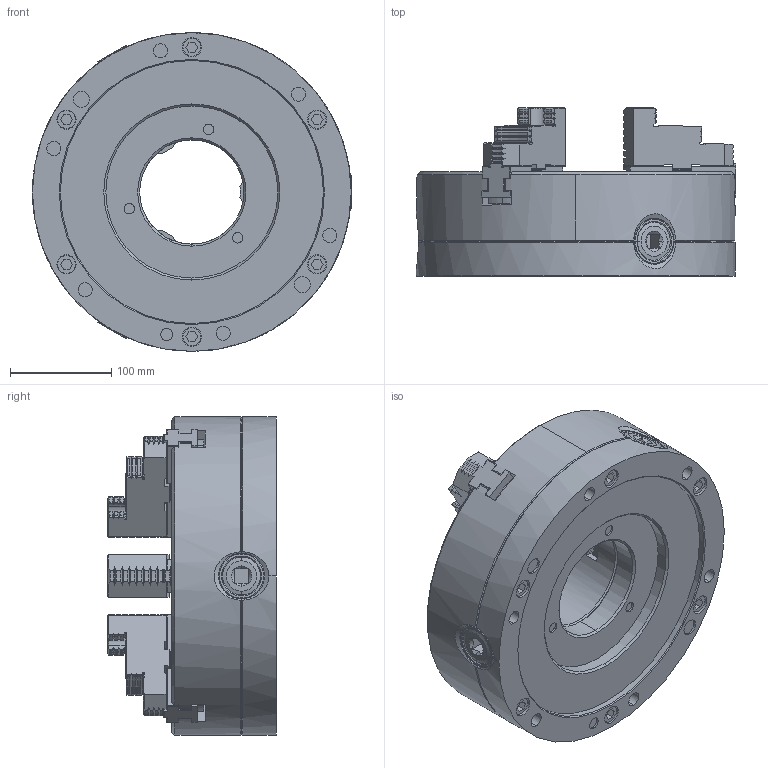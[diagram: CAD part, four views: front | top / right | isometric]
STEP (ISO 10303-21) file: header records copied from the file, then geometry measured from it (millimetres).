
FILE_DESCRIPTION (( 'STEP AP203' ), '1' );
FILE_NAME ('1-104-1200.STEP', '2024-02-15T03:41:00', ( 'Microsoft' ), ( 'Microsoft' ), 'SwSTEP 2.0', 'SolidWorks 2021', '' );
FILE_SCHEMA (( 'CONFIG_CONTROL_DESIGN' ));
Length unit declared in the file: millimetre
Products named in the file (3): A-jaw; part; 1-104-1200
Assembly tree (4 placements, depth 2):
  1-104-1200
    part
    A-jaw  x3
Bounding box: 315.32 x 166.3 x 315 mm (x, y, z)
Volume: 6289902.8 mm3; surface area: 472017.7 mm2
Topology: 1 solids, 13 shells, 1271 faces, 3685 edges, 2444 vertices
Faces by surface type: plane 603, cylinder 330, cone 302, bspline 24, torus 12
Entity records: 21407 total; most frequent: CARTESIAN_POINT 5195, ORIENTED_EDGE 3346, DIRECTION 3229, EDGE_CURVE 1731, AXIS2_PLACEMENT_3D 1148, VERTEX_POINT 1140, LINE 933, VECTOR 933
